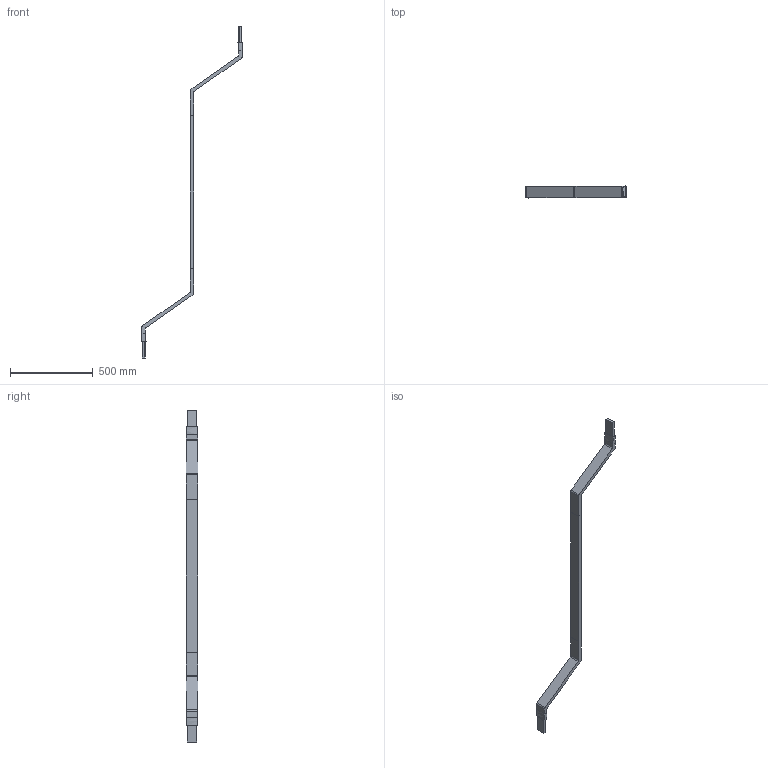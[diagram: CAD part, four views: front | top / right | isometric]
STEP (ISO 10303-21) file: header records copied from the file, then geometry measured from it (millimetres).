
FILE_DESCRIPTION(/* description */ (''),/* implementation_level */ '2;1');
FILE_NAME(/* name */ 'Simetrik Bobin_Rotora yakın (TOP) kısım_v05.stp',/* time_stamp */ '2023-04-04T15:58:45+03:00',/* author */ (''),/* organization */ (''),/* preprocessor_version */ 'ST-DEVELOPER v16',/* originating_system */ 'SIEMENS PLM Software NX 11.0',/* authorisation */ '');
FILE_SCHEMA (('AUTOMOTIVE_DESIGN { 1 0 10303 214 3 1 1 1 }'));
Length unit declared in the file: millimetre
Products named in the file (1): Simetrik Bobin_Rotora yakın (TOP) kıs
ım_v05
Bounding box: 612.05 x 70.25 x 2007.43 mm (x, y, z)
Volume: 3325736.2 mm3; surface area: 423724.5 mm2
Topology: 5 solids, 5 shells, 54 faces, 124 edges, 80 vertices
Faces by surface type: plane 38, cylinder 8, bspline 8
Entity records: 1578 total; most frequent: CARTESIAN_POINT 363, ORIENTED_EDGE 248, DIRECTION 210, EDGE_CURVE 124, LINE 84, VECTOR 84, VERTEX_POINT 80, AXIS2_PLACEMENT_3D 63
